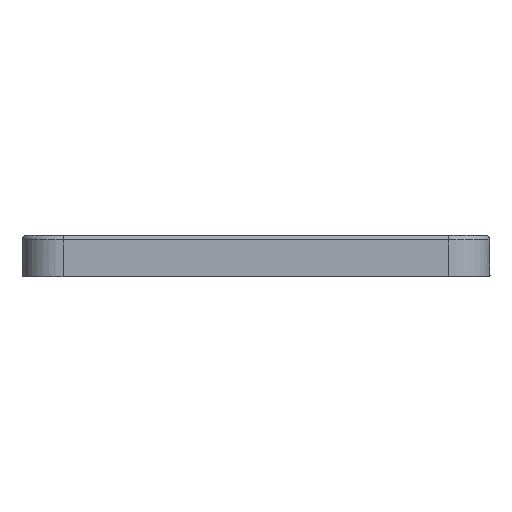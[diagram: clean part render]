
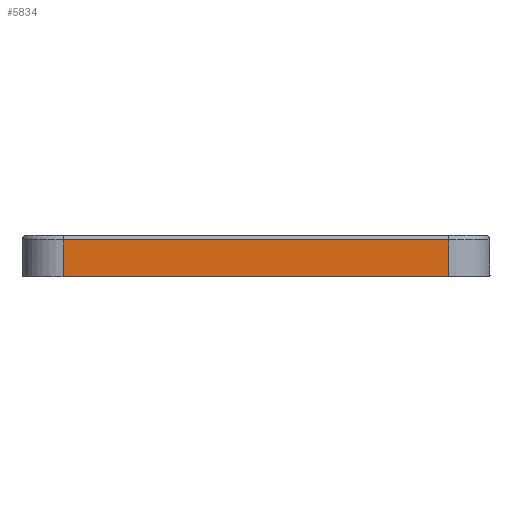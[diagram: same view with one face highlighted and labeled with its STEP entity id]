
A CAD part, left-side view. The second image highlights one B-rep face of the part: STEP entity #5834.
In plain terms, the highlighted planar face has unit normal (-1, 0, 0).
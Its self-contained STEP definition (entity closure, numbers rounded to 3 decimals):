
#396=FACE_OUTER_BOUND('',#754,.T.);
#754=EDGE_LOOP('',(#4534,#4535,#4536,#4537));
#1225=LINE('',#8380,#1794);
#1350=LINE('',#8958,#1919);
#1518=LINE('',#9666,#2087);
#1529=LINE('',#9691,#2098);
#1794=VECTOR('',#6637,10.);
#1919=VECTOR('',#6926,10.);
#2087=VECTOR('',#7430,10.);
#2098=VECTOR('',#7455,10.);
#2363=VERTEX_POINT('',#8378);
#2364=VERTEX_POINT('',#8379);
#2426=VERTEX_POINT('',#8504);
#2566=VERTEX_POINT('',#8954);
#2912=EDGE_CURVE('',#2363,#2364,#1225,.T.);
#3126=EDGE_CURVE('',#2426,#2566,#1350,.T.);
#3369=EDGE_CURVE('',#2426,#2363,#1518,.T.);
#3382=EDGE_CURVE('',#2364,#2566,#1529,.T.);
#4534=ORIENTED_EDGE('',*,*,#2912,.F.);
#4535=ORIENTED_EDGE('',*,*,#3369,.F.);
#4536=ORIENTED_EDGE('',*,*,#3126,.T.);
#4537=ORIENTED_EDGE('',*,*,#3382,.F.);
#5599=PLANE('',#6306);
#5834=ADVANCED_FACE('',(#396),#5599,.T.);
#6306=AXIS2_PLACEMENT_3D('',#9697,#7460,#7461);
#6637=DIRECTION('',(0.,1.,0.));
#6926=DIRECTION('',(0.,1.,0.));
#7430=DIRECTION('',(0.,0.,-1.));
#7455=DIRECTION('',(0.,0.,1.));
#7460=DIRECTION('center_axis',(-1.,0.,0.));
#7461=DIRECTION('ref_axis',(0.,1.,0.));
#8378=CARTESIAN_POINT('',(-230.078,-186.946,12.619));
#8379=CARTESIAN_POINT('',(-230.078,-144.946,12.619));
#8380=CARTESIAN_POINT('',(-230.078,-166.961,12.619));
#8504=CARTESIAN_POINT('',(-230.078,-186.946,16.619));
#8954=CARTESIAN_POINT('',(-230.078,-144.946,16.619));
#8958=CARTESIAN_POINT('',(-230.078,-186.946,16.619));
#9666=CARTESIAN_POINT('',(-230.078,-186.946,14.119));
#9691=CARTESIAN_POINT('',(-230.078,-144.946,14.619));
#9697=CARTESIAN_POINT('Origin',(-230.078,-144.946,14.119));
